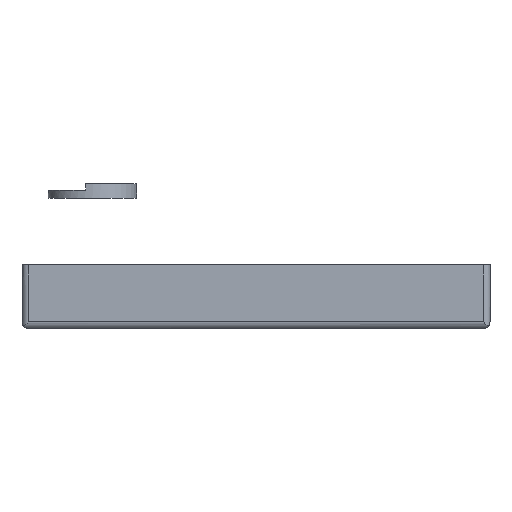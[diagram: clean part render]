
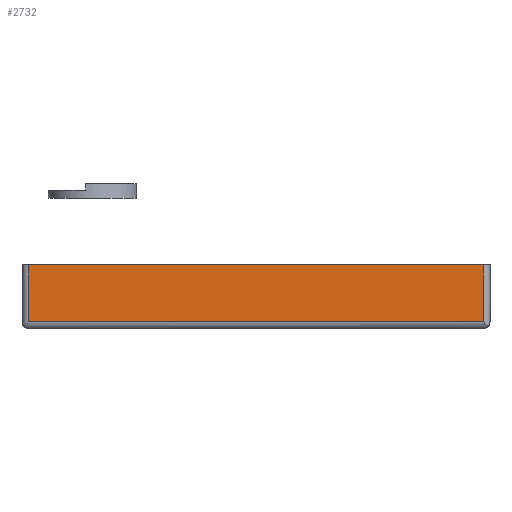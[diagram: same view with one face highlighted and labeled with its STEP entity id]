
A CAD part, front view. The second image highlights one B-rep face of the part: STEP entity #2732.
In plain terms, the highlighted planar face has unit normal (0, -1, 0).
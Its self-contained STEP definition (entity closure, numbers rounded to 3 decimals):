
#2693=CARTESIAN_POINT('',(45.85,-45.,9.5));
#2694=DIRECTION('',(0.,-1.,0.));
#2695=DIRECTION('',(-1.,0.,0.));
#2696=AXIS2_PLACEMENT_3D('',#2693,#2694,#2695);
#2697=PLANE('',#2696);
#2698=CARTESIAN_POINT('',(-23.,-45.,9.5));
#2699=VERTEX_POINT('',#2698);
#2700=CARTESIAN_POINT('',(44.85,-45.,9.5));
#2701=VERTEX_POINT('',#2700);
#2702=CARTESIAN_POINT('',(-23.,-45.,9.5));
#2703=DIRECTION('',(1.,0.,-0.));
#2704=VECTOR('',#2703,67.85);
#2705=LINE('',#2702,#2704);
#2706=EDGE_CURVE('0:1694',#2699,#2701,#2705,.T.);
#2707=ORIENTED_EDGE('',*,*,#2706,.F.);
#2708=CARTESIAN_POINT('',(-23.,-45.,1.));
#2709=VERTEX_POINT('',#2708);
#2710=CARTESIAN_POINT('',(-23.,-45.,9.5));
#2711=DIRECTION('',(-0.,-0.,-1.));
#2712=VECTOR('',#2711,8.5);
#2713=LINE('',#2710,#2712);
#2714=EDGE_CURVE('0:18001',#2699,#2709,#2713,.T.);
#2715=ORIENTED_EDGE('',*,*,#2714,.T.);
#2716=CARTESIAN_POINT('',(44.85,-45.,1.));
#2717=VERTEX_POINT('',#2716);
#2718=CARTESIAN_POINT('',(-23.,-45.,1.));
#2719=DIRECTION('',(1.,-0.,-0.));
#2720=VECTOR('',#2719,67.85);
#2721=LINE('',#2718,#2720);
#2722=EDGE_CURVE('0:14357',#2709,#2717,#2721,.T.);
#2723=ORIENTED_EDGE('',*,*,#2722,.T.);
#2724=CARTESIAN_POINT('',(44.85,-45.,1.));
#2725=DIRECTION('',(-0.,-0.,1.));
#2726=VECTOR('',#2725,8.5);
#2727=LINE('',#2724,#2726);
#2728=EDGE_CURVE('0:17998',#2717,#2701,#2727,.T.);
#2729=ORIENTED_EDGE('',*,*,#2728,.T.);
#2730=EDGE_LOOP('',(#2707,#2715,#2723,#2729));
#2731=FACE_BOUND('',#2730,.T.);
#2732=ADVANCED_FACE('0:356',(#2731),#2697,.T.);
